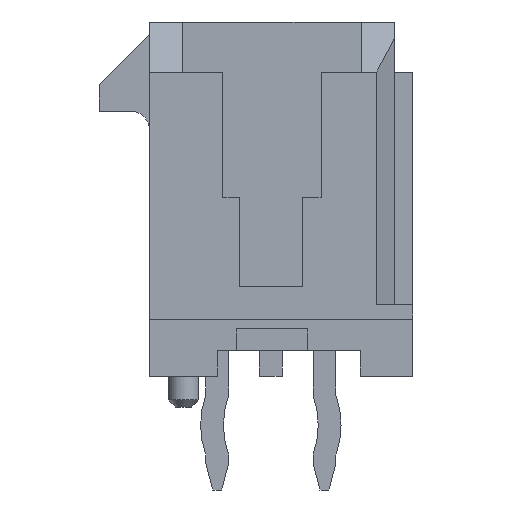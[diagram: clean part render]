
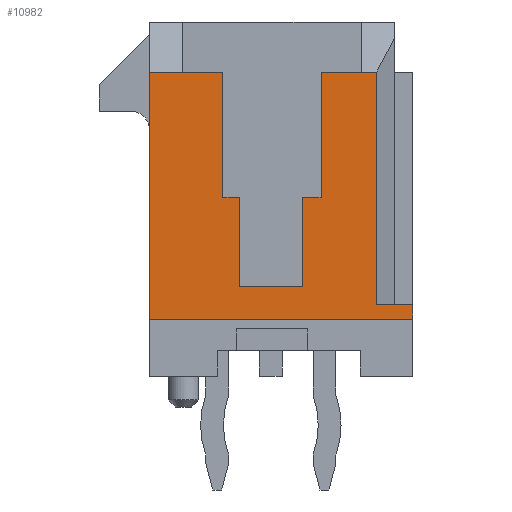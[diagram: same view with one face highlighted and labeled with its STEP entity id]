
A CAD part, left-side view. The second image highlights one B-rep face of the part: STEP entity #10982.
In plain terms, the highlighted planar face has unit normal (-1, 0, 0).
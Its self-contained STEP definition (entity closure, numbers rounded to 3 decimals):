
#201=FACE_OUTER_BOUND($,#824,.T.);
#824=EDGE_LOOP($,(#7186,#7187,#7188,#7189,#7190,#7191,#7192,#7193,#7194,
#7195,#7196,#7197,#7198,#7199,#7200,#7201));
#1477=LINE($,#15308,#2998);
#1478=LINE($,#15310,#2999);
#1479=LINE($,#15312,#3000);
#1480=LINE($,#15314,#3001);
#1481=LINE($,#15316,#3002);
#1482=LINE($,#15318,#3003);
#1483=LINE($,#15320,#3004);
#1484=LINE($,#15322,#3005);
#1485=LINE($,#15324,#3006);
#1486=LINE($,#15326,#3007);
#1487=LINE($,#15328,#3008);
#1488=LINE($,#15330,#3009);
#1489=LINE($,#15332,#3010);
#1490=LINE($,#15334,#3011);
#1491=LINE($,#15336,#3012);
#1492=LINE($,#15337,#3013);
#2998=VECTOR($,#12363,3.5);
#2999=VECTOR($,#12364,0.53);
#3000=VECTOR($,#12365,2.5);
#3001=VECTOR($,#12366,1.75);
#3002=VECTOR($,#12367,2.5);
#3003=VECTOR($,#12368,0.47);
#3004=VECTOR($,#12369,3.5);
#3005=VECTOR($,#12370,1.125);
#3006=VECTOR($,#12371,0.93);
#3007=VECTOR($,#12372,6.91);
#3008=VECTOR($,#12373,7.37);
#3009=VECTOR($,#12374,0.4);
#3010=VECTOR($,#12375,1.01);
#3011=VECTOR($,#12376,6.51);
#3012=VECTOR($,#12377,0.43);
#3013=VECTOR($,#12378,1.125);
#4519=VERTEX_POINT($,#15306);
#4520=VERTEX_POINT($,#15307);
#4521=VERTEX_POINT($,#15309);
#4522=VERTEX_POINT($,#15311);
#4523=VERTEX_POINT($,#15313);
#4524=VERTEX_POINT($,#15315);
#4525=VERTEX_POINT($,#15317);
#4526=VERTEX_POINT($,#15319);
#4527=VERTEX_POINT($,#15321);
#4528=VERTEX_POINT($,#15323);
#4529=VERTEX_POINT($,#15325);
#4530=VERTEX_POINT($,#15327);
#4531=VERTEX_POINT($,#15329);
#4532=VERTEX_POINT($,#15331);
#4533=VERTEX_POINT($,#15333);
#4534=VERTEX_POINT($,#15335);
#5577=EDGE_CURVE($,#4519,#4520,#1477,.T.);
#5578=EDGE_CURVE($,#4520,#4521,#1478,.T.);
#5579=EDGE_CURVE($,#4521,#4522,#1479,.T.);
#5580=EDGE_CURVE($,#4522,#4523,#1480,.T.);
#5581=EDGE_CURVE($,#4523,#4524,#1481,.T.);
#5582=EDGE_CURVE($,#4524,#4525,#1482,.T.);
#5583=EDGE_CURVE($,#4526,#4525,#1483,.T.);
#5584=EDGE_CURVE($,#4526,#4527,#1484,.T.);
#5585=EDGE_CURVE($,#4528,#4527,#1485,.T.);
#5586=EDGE_CURVE($,#4529,#4528,#1486,.T.);
#5587=EDGE_CURVE($,#4530,#4529,#1487,.T.);
#5588=EDGE_CURVE($,#4531,#4530,#1488,.T.);
#5589=EDGE_CURVE($,#4531,#4532,#1489,.T.);
#5590=EDGE_CURVE($,#4533,#4532,#1490,.T.);
#5591=EDGE_CURVE($,#4534,#4533,#1491,.T.);
#5592=EDGE_CURVE($,#4534,#4519,#1492,.T.);
#7186=ORIENTED_EDGE($,*,*,#5577,.T.);
#7187=ORIENTED_EDGE($,*,*,#5578,.T.);
#7188=ORIENTED_EDGE($,*,*,#5579,.T.);
#7189=ORIENTED_EDGE($,*,*,#5580,.T.);
#7190=ORIENTED_EDGE($,*,*,#5581,.T.);
#7191=ORIENTED_EDGE($,*,*,#5582,.T.);
#7192=ORIENTED_EDGE($,*,*,#5583,.F.);
#7193=ORIENTED_EDGE($,*,*,#5584,.T.);
#7194=ORIENTED_EDGE($,*,*,#5585,.F.);
#7195=ORIENTED_EDGE($,*,*,#5586,.F.);
#7196=ORIENTED_EDGE($,*,*,#5587,.F.);
#7197=ORIENTED_EDGE($,*,*,#5588,.F.);
#7198=ORIENTED_EDGE($,*,*,#5589,.T.);
#7199=ORIENTED_EDGE($,*,*,#5590,.F.);
#7200=ORIENTED_EDGE($,*,*,#5591,.F.);
#7201=ORIENTED_EDGE($,*,*,#5592,.T.);
#10404=PLANE($,#11648);
#10982=ADVANCED_FACE($,(#201),#10404,.F.);
#11648=AXIS2_PLACEMENT_3D($,#15305,#12361,#12362);
#12361=DIRECTION('center_axis',(1.,0.,0.));
#12362=DIRECTION('ref_axis',(0.,0.,-1.));
#12363=DIRECTION($,(0.,0.,-1.));
#12364=DIRECTION($,(0.,1.,0.));
#12365=DIRECTION($,(0.,0.,-1.));
#12366=DIRECTION($,(0.,1.,0.));
#12367=DIRECTION($,(0.,0.,1.));
#12368=DIRECTION($,(0.,1.,0.));
#12369=DIRECTION($,(0.,0.,-1.));
#12370=DIRECTION($,(0.,1.,0.));
#12371=DIRECTION($,(0.,-1.,0.));
#12372=DIRECTION($,(0.,0.,1.));
#12373=DIRECTION($,(0.,1.,0.));
#12374=DIRECTION($,(0.,0.,-1.));
#12375=DIRECTION($,(0.,1.,0.));
#12376=DIRECTION($,(0.,0.,-1.));
#12377=DIRECTION($,(0.,-1.,0.));
#12378=DIRECTION($,(0.,1.,0.));
#15305=CARTESIAN_POINT('Origin',(-16.825,0.,4.96));
#15306=CARTESIAN_POINT('',(-16.825,-1.405,8.51));
#15307=CARTESIAN_POINT('',(-16.825,-1.405,5.01));
#15308=CARTESIAN_POINT($,(-16.825,-1.405,8.51));
#15309=CARTESIAN_POINT('',(-16.825,-0.875,5.01));
#15310=CARTESIAN_POINT($,(-16.825,-1.405,5.01));
#15311=CARTESIAN_POINT('',(-16.825,-0.875,2.51));
#15312=CARTESIAN_POINT($,(-16.825,-0.875,5.01));
#15313=CARTESIAN_POINT('',(-16.825,0.875,2.51));
#15314=CARTESIAN_POINT($,(-16.825,-0.875,2.51));
#15315=CARTESIAN_POINT('',(-16.825,0.875,5.01));
#15316=CARTESIAN_POINT($,(-16.825,0.875,2.51));
#15317=CARTESIAN_POINT('',(-16.825,1.345,5.01));
#15318=CARTESIAN_POINT($,(-16.825,0.875,5.01));
#15319=CARTESIAN_POINT('',(-16.825,1.345,8.51));
#15320=CARTESIAN_POINT($,(-16.825,1.345,8.51));
#15321=CARTESIAN_POINT('',(-16.825,2.47,8.51));
#15322=CARTESIAN_POINT($,(-16.825,1.345,8.51));
#15323=CARTESIAN_POINT('',(-16.825,3.4,8.51));
#15324=CARTESIAN_POINT($,(-16.825,3.4,8.51));
#15325=CARTESIAN_POINT('',(-16.825,3.4,1.6));
#15326=CARTESIAN_POINT($,(-16.825,3.4,1.6));
#15327=CARTESIAN_POINT('',(-16.825,-3.97,1.6));
#15328=CARTESIAN_POINT($,(-16.825,-3.97,1.6));
#15329=CARTESIAN_POINT('',(-16.825,-3.97,2.));
#15330=CARTESIAN_POINT($,(-16.825,-3.97,2.));
#15331=CARTESIAN_POINT('',(-16.825,-2.96,2.));
#15332=CARTESIAN_POINT($,(-16.825,-3.97,2.));
#15333=CARTESIAN_POINT('',(-16.825,-2.96,8.51));
#15334=CARTESIAN_POINT($,(-16.825,-2.96,8.51));
#15335=CARTESIAN_POINT('',(-16.825,-2.53,8.51));
#15336=CARTESIAN_POINT($,(-16.825,-2.53,8.51));
#15337=CARTESIAN_POINT($,(-16.825,-2.53,8.51));
